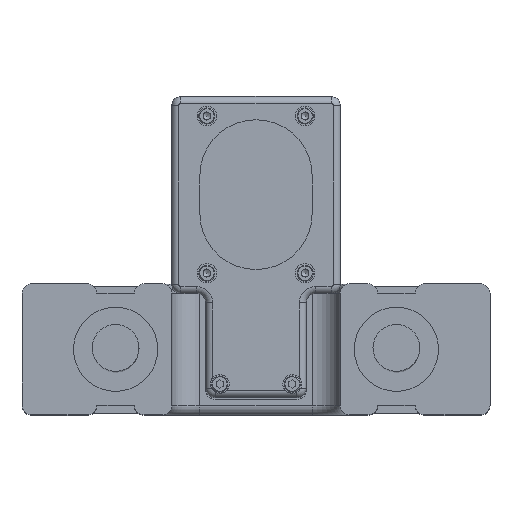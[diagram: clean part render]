
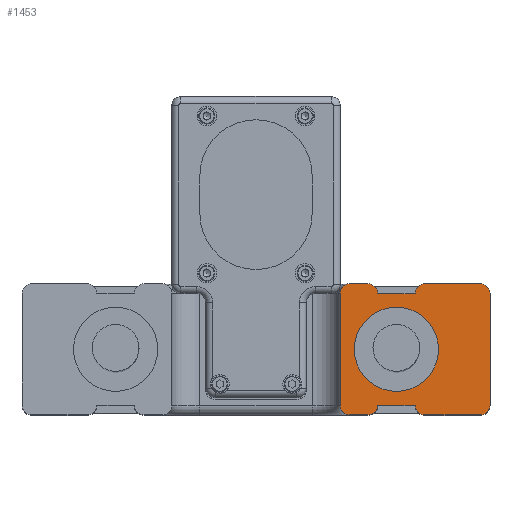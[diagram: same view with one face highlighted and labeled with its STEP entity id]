
A CAD part, top view. The second image highlights one B-rep face of the part: STEP entity #1453.
In plain terms, the highlighted planar face has unit normal (0, 0, 1).
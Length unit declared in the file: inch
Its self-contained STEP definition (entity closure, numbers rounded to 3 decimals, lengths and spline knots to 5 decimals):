
#72 = EDGE_CURVE ( 'NONE', #21371, #3247, #395, .T. ) ;
#119 = ORIENTED_EDGE ( 'NONE', *, *, #5784, .T. ) ;
#280 = DIRECTION ( 'NONE',  ( 1., 0., 0. ) ) ;
#395 = CIRCLE ( 'NONE', #12259, 0.13 ) ;
#728 = VERTEX_POINT ( 'NONE', #12704 ) ;
#842 = CARTESIAN_POINT ( 'NONE',  ( 2.125, -0.745, -10.17 ) ) ;
#850 = VERTEX_POINT ( 'NONE', #11237 ) ;
#869 = CARTESIAN_POINT ( 'NONE',  ( 2.125, 0.745, -10.17 ) ) ;
#900 = CIRCLE ( 'NONE', #11142, 0.125 ) ;
#1096 = DIRECTION ( 'NONE',  ( 0., 0., 1. ) ) ;
#1109 = VERTEX_POINT ( 'NONE', #27589 ) ;
#1116 = EDGE_CURVE ( 'NONE', #21371, #1109, #28381, .T. ) ;
#1453 = ADVANCED_FACE ( 'NONE', ( #18025, #27511 ), #15640, .F. ) ;
#2004 = CARTESIAN_POINT ( 'NONE',  ( 3.125, -0.875, -10.17 ) ) ;
#2115 = DIRECTION ( 'NONE',  ( 0., -1., 0. ) ) ;
#2283 = CARTESIAN_POINT ( 'NONE',  ( 3.125, 0.875, -10.17 ) ) ;
#2573 = VERTEX_POINT ( 'NONE', #27131 ) ;
#2682 = ORIENTED_EDGE ( 'NONE', *, *, #72, .T. ) ;
#2939 = CARTESIAN_POINT ( 'NONE',  ( 3.125, 0.875, -10.17 ) ) ;
#3247 = VERTEX_POINT ( 'NONE', #5187 ) ;
#3431 = CARTESIAN_POINT ( 'NONE',  ( 2.125, -0.745, -10.17 ) ) ;
#3562 = EDGE_CURVE ( 'NONE', #25158, #21302, #10760, .T. ) ;
#3756 = CARTESIAN_POINT ( 'NONE',  ( 1.495, 0.745, -10.17 ) ) ;
#4032 = AXIS2_PLACEMENT_3D ( 'NONE', #27821, #18819, #21226 ) ;
#4427 = VERTEX_POINT ( 'NONE', #23142 ) ;
#4543 = ORIENTED_EDGE ( 'NONE', *, *, #17562, .F. ) ;
#4779 = LINE ( 'NONE', #22259, #22692 ) ;
#4788 = CARTESIAN_POINT ( 'NONE',  ( 3.125, 0.745, -10.17 ) ) ;
#4936 = CIRCLE ( 'NONE', #17261, 0.125 ) ;
#5187 = CARTESIAN_POINT ( 'NONE',  ( 1.625, -0.745, -10.17 ) ) ;
#5377 = VERTEX_POINT ( 'NONE', #31114 ) ;
#5784 = EDGE_CURVE ( 'NONE', #27805, #25158, #16519, .T. ) ;
#5786 = CARTESIAN_POINT ( 'NONE',  ( 1.25, 0.75, -10.17 ) ) ;
#6015 = DIRECTION ( 'NONE',  ( 0., 0., 1. ) ) ;
#6544 = DIRECTION ( 'NONE',  ( -1., 0., 0. ) ) ;
#7119 = DIRECTION ( 'NONE',  ( 0., 0., 1. ) ) ;
#7680 = CARTESIAN_POINT ( 'NONE',  ( 1.875, 0., -10.17 ) ) ;
#8293 = VERTEX_POINT ( 'NONE', #842 ) ;
#8383 = VERTEX_POINT ( 'NONE', #14768 ) ;
#8973 = EDGE_LOOP ( 'NONE', ( #11259, #30415, #29514, #2682, #24035, #14901, #17036, #14430, #25786, #12634, #4543, #119, #17205, #29878, #18151, #28511 ) ) ;
#10156 = DIRECTION ( 'NONE',  ( 1., 0., 0. ) ) ;
#10259 = VERTEX_POINT ( 'NONE', #31015 ) ;
#10760 = LINE ( 'NONE', #27783, #11342 ) ;
#10918 = DIRECTION ( 'NONE',  ( -1., 0., 0. ) ) ;
#11142 = AXIS2_PLACEMENT_3D ( 'NONE', #5786, #22165, #12715 ) ;
#11237 = CARTESIAN_POINT ( 'NONE',  ( 1.25, 0.875, -10.17 ) ) ;
#11259 = ORIENTED_EDGE ( 'NONE', *, *, #24388, .F. ) ;
#11342 = VECTOR ( 'NONE', #25200, 39.37008 ) ;
#11402 = CIRCLE ( 'NONE', #13993, 0.13 ) ;
#11784 = ORIENTED_EDGE ( 'NONE', *, *, #26027, .F. ) ;
#12031 = VECTOR ( 'NONE', #24934, 39.37008 ) ;
#12259 = AXIS2_PLACEMENT_3D ( 'NONE', #24757, #7119, #29115 ) ;
#12469 = DIRECTION ( 'NONE',  ( 0., 1., 0. ) ) ;
#12634 = ORIENTED_EDGE ( 'NONE', *, *, #24351, .T. ) ;
#12704 = CARTESIAN_POINT ( 'NONE',  ( 3.125, -0.745, -10.17 ) ) ;
#12715 = DIRECTION ( 'NONE',  ( -1., 0., 0. ) ) ;
#13133 = VERTEX_POINT ( 'NONE', #13999 ) ;
#13457 = CARTESIAN_POINT ( 'NONE',  ( 2.995, 0.745, -10.17 ) ) ;
#13724 = DIRECTION ( 'NONE',  ( -1., 0., 0. ) ) ;
#13993 = AXIS2_PLACEMENT_3D ( 'NONE', #27944, #15758, #10918 ) ;
#13999 = CARTESIAN_POINT ( 'NONE',  ( 1.125, -0.75, -10.17 ) ) ;
#14430 = ORIENTED_EDGE ( 'NONE', *, *, #20009, .T. ) ;
#14768 = CARTESIAN_POINT ( 'NONE',  ( 1.125, 0.75, -10.17 ) ) ;
#14901 = ORIENTED_EDGE ( 'NONE', *, *, #29549, .T. ) ;
#15640 = PLANE ( 'NONE',  #4032 ) ;
#15758 = DIRECTION ( 'NONE',  ( 0., 0., 1. ) ) ;
#15963 = CIRCLE ( 'NONE', #28251, 0.13 ) ;
#16033 = VECTOR ( 'NONE', #2115, 39.37008 ) ;
#16519 = CIRCLE ( 'NONE', #25723, 0.13 ) ;
#16936 = DIRECTION ( 'NONE',  ( -1., 0., 0. ) ) ;
#17036 = ORIENTED_EDGE ( 'NONE', *, *, #17116, .F. ) ;
#17096 = DIRECTION ( 'NONE',  ( -1., 0., 0. ) ) ;
#17116 = EDGE_CURVE ( 'NONE', #10259, #5377, #24603, .T. ) ;
#17205 = ORIENTED_EDGE ( 'NONE', *, *, #3562, .T. ) ;
#17261 = AXIS2_PLACEMENT_3D ( 'NONE', #18837, #31192, #13724 ) ;
#17436 = CIRCLE ( 'NONE', #20540, 0.13 ) ;
#17562 = EDGE_CURVE ( 'NONE', #27805, #23542, #27335, .T. ) ;
#17766 = CIRCLE ( 'NONE', #19865, 0.56245 ) ;
#18025 = FACE_BOUND ( 'NONE', #22452, .T. ) ;
#18151 = ORIENTED_EDGE ( 'NONE', *, *, #21449, .F. ) ;
#18249 = VECTOR ( 'NONE', #12469, 39.37008 ) ;
#18393 = VECTOR ( 'NONE', #16936, 39.37008 ) ;
#18819 = DIRECTION ( 'NONE',  ( 0., 0., -1. ) ) ;
#18837 = CARTESIAN_POINT ( 'NONE',  ( 1.25, -0.75, -10.17 ) ) ;
#18853 = CARTESIAN_POINT ( 'NONE',  ( 2.995, 0.875, -10.17 ) ) ;
#19046 = DIRECTION ( 'NONE',  ( -1., 0., 0. ) ) ;
#19195 = EDGE_CURVE ( 'NONE', #21302, #4427, #17436, .T. ) ;
#19865 = AXIS2_PLACEMENT_3D ( 'NONE', #7680, #27442, #20215 ) ;
#20009 = EDGE_CURVE ( 'NONE', #10259, #728, #15963, .T. ) ;
#20215 = DIRECTION ( 'NONE',  ( 1., 0., 0. ) ) ;
#20540 = AXIS2_PLACEMENT_3D ( 'NONE', #3756, #6015, #20626 ) ;
#20626 = DIRECTION ( 'NONE',  ( -1., 0., 0. ) ) ;
#20842 = DIRECTION ( 'NONE',  ( -1., 0., 0. ) ) ;
#21178 = EDGE_CURVE ( 'NONE', #29666, #728, #24249, .T. ) ;
#21226 = DIRECTION ( 'NONE',  ( -1., 0., 0. ) ) ;
#21302 = VERTEX_POINT ( 'NONE', #23881 ) ;
#21371 = VERTEX_POINT ( 'NONE', #30644 ) ;
#21449 = EDGE_CURVE ( 'NONE', #850, #4427, #4779, .T. ) ;
#21903 = CARTESIAN_POINT ( 'NONE',  ( 2.995, -0.745, -10.17 ) ) ;
#21928 = CARTESIAN_POINT ( 'NONE',  ( 1.125, -0.875, -10.17 ) ) ;
#22076 = LINE ( 'NONE', #21928, #18249 ) ;
#22165 = DIRECTION ( 'NONE',  ( 0., 0., 1. ) ) ;
#22259 = CARTESIAN_POINT ( 'NONE',  ( 3.125, 0.875, -10.17 ) ) ;
#22452 = EDGE_LOOP ( 'NONE', ( #11784 ) ) ;
#22692 = VECTOR ( 'NONE', #280, 39.37008 ) ;
#23142 = CARTESIAN_POINT ( 'NONE',  ( 1.495, 0.875, -10.17 ) ) ;
#23223 = DIRECTION ( 'NONE',  ( 0., 0., 1. ) ) ;
#23542 = VERTEX_POINT ( 'NONE', #18853 ) ;
#23543 = CARTESIAN_POINT ( 'NONE',  ( 3.125, -0.875, -10.17 ) ) ;
#23881 = CARTESIAN_POINT ( 'NONE',  ( 1.625, 0.745, -10.17 ) ) ;
#24034 = VECTOR ( 'NONE', #10156, 39.37008 ) ;
#24035 = ORIENTED_EDGE ( 'NONE', *, *, #31701, .T. ) ;
#24249 = LINE ( 'NONE', #2283, #16033 ) ;
#24351 = EDGE_CURVE ( 'NONE', #29666, #23542, #31576, .T. ) ;
#24388 = EDGE_CURVE ( 'NONE', #13133, #8383, #22076, .T. ) ;
#24603 = LINE ( 'NONE', #2004, #18393 ) ;
#24757 = CARTESIAN_POINT ( 'NONE',  ( 1.495, -0.745, -10.17 ) ) ;
#24934 = DIRECTION ( 'NONE',  ( 1., 0., 0. ) ) ;
#25158 = VERTEX_POINT ( 'NONE', #869 ) ;
#25200 = DIRECTION ( 'NONE',  ( -1., 0., 0. ) ) ;
#25576 = EDGE_CURVE ( 'NONE', #850, #8383, #900, .T. ) ;
#25723 = AXIS2_PLACEMENT_3D ( 'NONE', #27433, #1096, #6544 ) ;
#25786 = ORIENTED_EDGE ( 'NONE', *, *, #21178, .F. ) ;
#26027 = EDGE_CURVE ( 'NONE', #2573, #2573, #17766, .T. ) ;
#26572 = EDGE_CURVE ( 'NONE', #13133, #1109, #4936, .T. ) ;
#26876 = DIRECTION ( 'NONE',  ( 0., 0., 1. ) ) ;
#27131 = CARTESIAN_POINT ( 'NONE',  ( 2.43745, 0., -10.17 ) ) ;
#27335 = LINE ( 'NONE', #2939, #24034 ) ;
#27433 = CARTESIAN_POINT ( 'NONE',  ( 2.255, 0.745, -10.17 ) ) ;
#27442 = DIRECTION ( 'NONE',  ( 0., 0., 1. ) ) ;
#27511 = FACE_OUTER_BOUND ( 'NONE', #8973, .T. ) ;
#27589 = CARTESIAN_POINT ( 'NONE',  ( 1.25, -0.875, -10.17 ) ) ;
#27732 = CARTESIAN_POINT ( 'NONE',  ( 2.255, 0.875, -10.17 ) ) ;
#27783 = CARTESIAN_POINT ( 'NONE',  ( 1.625, 0.745, -10.17 ) ) ;
#27805 = VERTEX_POINT ( 'NONE', #27732 ) ;
#27821 = CARTESIAN_POINT ( 'NONE',  ( 3.125, -0.875, -10.17 ) ) ;
#27944 = CARTESIAN_POINT ( 'NONE',  ( 2.255, -0.745, -10.17 ) ) ;
#27984 = AXIS2_PLACEMENT_3D ( 'NONE', #13457, #23223, #19046 ) ;
#28251 = AXIS2_PLACEMENT_3D ( 'NONE', #21903, #26876, #17096 ) ;
#28381 = LINE ( 'NONE', #23543, #28628 ) ;
#28511 = ORIENTED_EDGE ( 'NONE', *, *, #25576, .T. ) ;
#28628 = VECTOR ( 'NONE', #20842, 39.37008 ) ;
#29115 = DIRECTION ( 'NONE',  ( -1., 0., 0. ) ) ;
#29514 = ORIENTED_EDGE ( 'NONE', *, *, #1116, .F. ) ;
#29549 = EDGE_CURVE ( 'NONE', #8293, #5377, #11402, .T. ) ;
#29666 = VERTEX_POINT ( 'NONE', #4788 ) ;
#29878 = ORIENTED_EDGE ( 'NONE', *, *, #19195, .T. ) ;
#29922 = LINE ( 'NONE', #3431, #12031 ) ;
#30415 = ORIENTED_EDGE ( 'NONE', *, *, #26572, .T. ) ;
#30644 = CARTESIAN_POINT ( 'NONE',  ( 1.495, -0.875, -10.17 ) ) ;
#31015 = CARTESIAN_POINT ( 'NONE',  ( 2.995, -0.875, -10.17 ) ) ;
#31114 = CARTESIAN_POINT ( 'NONE',  ( 2.255, -0.875, -10.17 ) ) ;
#31192 = DIRECTION ( 'NONE',  ( 0., 0., 1. ) ) ;
#31576 = CIRCLE ( 'NONE', #27984, 0.13 ) ;
#31701 = EDGE_CURVE ( 'NONE', #3247, #8293, #29922, .T. ) ;
